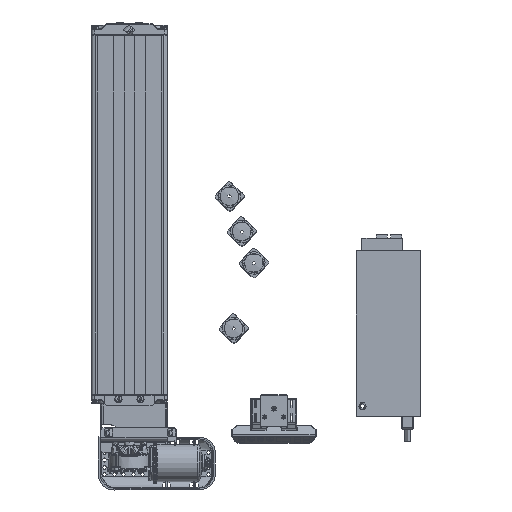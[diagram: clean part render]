
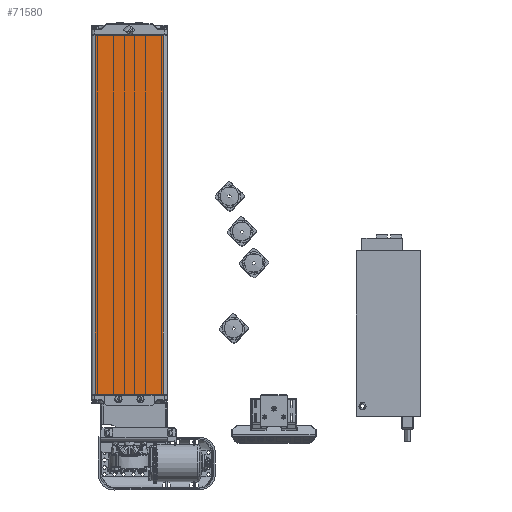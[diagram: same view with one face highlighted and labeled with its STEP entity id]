
A CAD part, top view. The second image highlights one B-rep face of the part: STEP entity #71580.
In plain terms, the highlighted planar face has unit normal (0, 0, 1).
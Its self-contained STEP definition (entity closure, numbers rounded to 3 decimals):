
#7751=PLANE('',#76632);
#8897=FACE_OUTER_BOUND('',#13129,.T.);
#13129=EDGE_LOOP('',(#48379,#48380,#48381,#48382));
#17773=LINE('',#104963,#22044);
#17774=LINE('',#104965,#22045);
#17775=LINE('',#104967,#22046);
#17776=LINE('',#104968,#22047);
#22044=VECTOR('',#84696,569.5);
#22045=VECTOR('',#84697,108.);
#22046=VECTOR('',#84698,569.5);
#22047=VECTOR('',#84699,108.);
#30417=VERTEX_POINT('',#104961);
#30418=VERTEX_POINT('',#104962);
#30419=VERTEX_POINT('',#104964);
#30420=VERTEX_POINT('',#104966);
#37382=EDGE_CURVE('',#30417,#30418,#17773,.F.);
#37383=EDGE_CURVE('',#30418,#30419,#17774,.T.);
#37384=EDGE_CURVE('',#30419,#30420,#17775,.T.);
#37385=EDGE_CURVE('',#30420,#30417,#17776,.F.);
#48379=ORIENTED_EDGE('',*,*,#37382,.T.);
#48380=ORIENTED_EDGE('',*,*,#37383,.T.);
#48381=ORIENTED_EDGE('',*,*,#37384,.T.);
#48382=ORIENTED_EDGE('',*,*,#37385,.T.);
#71580=ADVANCED_FACE('',(#8897),#7751,.T.);
#76632=AXIS2_PLACEMENT_3D('',#104960,#84694,#84695);
#84694=DIRECTION('center_axis',(0.,0.,1.));
#84695=DIRECTION('ref_axis',(1.,0.,0.));
#84696=DIRECTION('',(0.,-1.,0.));
#84697=DIRECTION('',(-1.,0.,0.));
#84698=DIRECTION('',(0.,-1.,0.));
#84699=DIRECTION('',(-1.,0.,0.));
#104960=CARTESIAN_POINT('Origin',(60.,570.5,30.));
#104961=CARTESIAN_POINT('',(54.,0.5,30.));
#104962=CARTESIAN_POINT('',(54.,570.,30.));
#104963=CARTESIAN_POINT('',(54.,570.,30.));
#104964=CARTESIAN_POINT('',(-54.,570.,30.));
#104965=CARTESIAN_POINT('',(54.,570.,30.));
#104966=CARTESIAN_POINT('',(-54.,0.5,30.));
#104967=CARTESIAN_POINT('',(-54.,570.,30.));
#104968=CARTESIAN_POINT('',(54.,0.5,30.));
